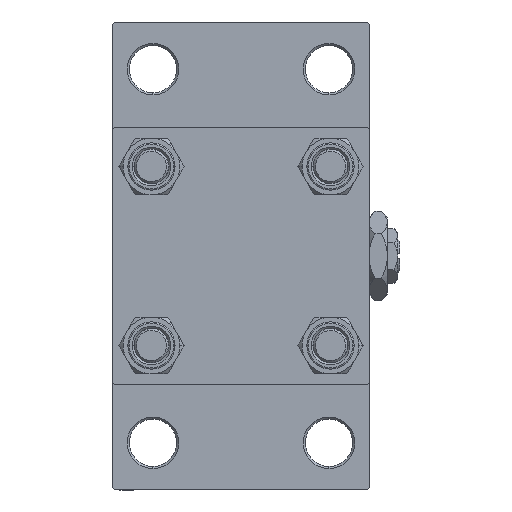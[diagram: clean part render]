
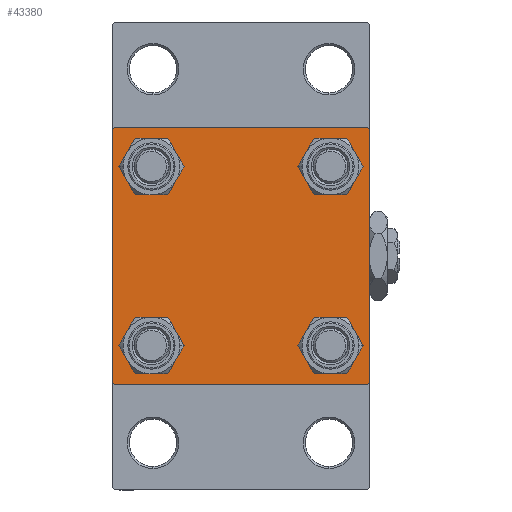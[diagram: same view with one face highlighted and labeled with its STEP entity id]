
A CAD part, left-side view. The second image highlights one B-rep face of the part: STEP entity #43380.
In plain terms, the highlighted planar face has unit normal (-1, 0, 0).
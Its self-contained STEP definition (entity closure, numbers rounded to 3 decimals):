
#274 = VERTEX_POINT ( 'NONE', #7266 ) ;
#502 = ORIENTED_EDGE ( 'NONE', *, *, #36603, .T. ) ;
#1895 = EDGE_LOOP ( 'NONE', ( #18322, #10837 ) ) ;
#2363 = CARTESIAN_POINT ( 'NONE',  ( 0., 20.85, 20.85 ) ) ;
#2407 = VECTOR ( 'NONE', #30591, 1000. ) ;
#2864 = DIRECTION ( 'NONE',  ( 1., 0., 0. ) ) ;
#2891 = EDGE_CURVE ( 'NONE', #22315, #14034, #29624, .T. ) ;
#2923 = VECTOR ( 'NONE', #12792, 1000. ) ;
#3290 = DIRECTION ( 'NONE',  ( 1., 0., 0. ) ) ;
#3896 = ORIENTED_EDGE ( 'NONE', *, *, #48957, .T. ) ;
#4246 = ORIENTED_EDGE ( 'NONE', *, *, #36351, .T. ) ;
#4298 = EDGE_CURVE ( 'NONE', #23734, #33414, #11386, .T. ) ;
#4562 = CARTESIAN_POINT ( 'NONE',  ( 0., 30., 29.5 ) ) ;
#4594 = DIRECTION ( 'NONE',  ( 0., 0., -1. ) ) ;
#4935 = VECTOR ( 'NONE', #29843, 1000. ) ;
#6216 = CIRCLE ( 'NONE', #18922, 4.5 ) ;
#6262 = DIRECTION ( 'NONE',  ( 0., 0., 1. ) ) ;
#6323 = CARTESIAN_POINT ( 'NONE',  ( 0., 20.85, 20.85 ) ) ;
#7156 = FACE_BOUND ( 'NONE', #30218, .T. ) ;
#7266 = CARTESIAN_POINT ( 'NONE',  ( 0., -20.85, 16.35 ) ) ;
#7275 = DIRECTION ( 'NONE',  ( 0., 0., 1. ) ) ;
#7341 = EDGE_CURVE ( 'NONE', #11849, #31082, #38412, .T. ) ;
#7931 = ORIENTED_EDGE ( 'NONE', *, *, #18237, .T. ) ;
#8005 = CARTESIAN_POINT ( 'NONE',  ( 0., 20.85, -20.85 ) ) ;
#8338 = CARTESIAN_POINT ( 'NONE',  ( 0., 30., 30. ) ) ;
#8482 = CARTESIAN_POINT ( 'NONE',  ( 0., -20.85, -16.35 ) ) ;
#8628 = LINE ( 'NONE', #48994, #4935 ) ;
#9313 = DIRECTION ( 'NONE',  ( 0., 0., 1. ) ) ;
#9376 = ORIENTED_EDGE ( 'NONE', *, *, #12018, .T. ) ;
#9722 = DIRECTION ( 'NONE',  ( 0., 0., 1. ) ) ;
#10560 = EDGE_CURVE ( 'NONE', #48025, #11849, #12067, .T. ) ;
#10645 = FACE_OUTER_BOUND ( 'NONE', #31759, .T. ) ;
#10837 = ORIENTED_EDGE ( 'NONE', *, *, #34936, .T. ) ;
#10985 = CARTESIAN_POINT ( 'NONE',  ( 0., -29.5, 30. ) ) ;
#11136 = FACE_BOUND ( 'NONE', #36526, .T. ) ;
#11330 = CARTESIAN_POINT ( 'NONE',  ( 0., -20.85, 20.85 ) ) ;
#11386 = LINE ( 'NONE', #27264, #29692 ) ;
#11548 = CARTESIAN_POINT ( 'NONE',  ( 0., -29.5, -30. ) ) ;
#11553 = VECTOR ( 'NONE', #4594, 1000. ) ;
#11794 = VECTOR ( 'NONE', #33992, 1000. ) ;
#11849 = VERTEX_POINT ( 'NONE', #4562 ) ;
#12018 = EDGE_CURVE ( 'NONE', #42655, #19886, #12450, .T. ) ;
#12067 = LINE ( 'NONE', #24228, #2923 ) ;
#12450 = CIRCLE ( 'NONE', #28359, 4.5 ) ;
#12635 = VERTEX_POINT ( 'NONE', #45387 ) ;
#12792 = DIRECTION ( 'NONE',  ( 0., 0.707, -0.707 ) ) ;
#13038 = DIRECTION ( 'NONE',  ( 1., 0., 0. ) ) ;
#13442 = ORIENTED_EDGE ( 'NONE', *, *, #10560, .T. ) ;
#14034 = VERTEX_POINT ( 'NONE', #21318 ) ;
#14248 = DIRECTION ( 'NONE',  ( 0., 0., 1. ) ) ;
#14654 = CARTESIAN_POINT ( 'NONE',  ( 0., 30., 30. ) ) ;
#16491 = CARTESIAN_POINT ( 'NONE',  ( 0., 29.5, -30. ) ) ;
#16698 = DIRECTION ( 'NONE',  ( 1., 0., 0. ) ) ;
#18237 = EDGE_CURVE ( 'NONE', #44910, #23018, #45428, .T. ) ;
#18302 = ORIENTED_EDGE ( 'NONE', *, *, #7341, .T. ) ;
#18322 = ORIENTED_EDGE ( 'NONE', *, *, #41372, .T. ) ;
#18721 = ORIENTED_EDGE ( 'NONE', *, *, #28212, .T. ) ;
#18922 = AXIS2_PLACEMENT_3D ( 'NONE', #27615, #43537, #9722 ) ;
#19160 = LINE ( 'NONE', #39019, #2407 ) ;
#19485 = CARTESIAN_POINT ( 'NONE',  ( 0., 29.5, 30. ) ) ;
#19886 = VERTEX_POINT ( 'NONE', #8482 ) ;
#21241 = EDGE_CURVE ( 'NONE', #14034, #22315, #23794, .T. ) ;
#21318 = CARTESIAN_POINT ( 'NONE',  ( 0., 20.85, 25.35 ) ) ;
#21387 = CARTESIAN_POINT ( 'NONE',  ( 0., -20.85, 25.35 ) ) ;
#21818 = FACE_BOUND ( 'NONE', #30970, .T. ) ;
#21844 = EDGE_CURVE ( 'NONE', #48025, #27153, #25839, .T. ) ;
#22008 = CARTESIAN_POINT ( 'NONE',  ( 0., -30., 29.5 ) ) ;
#22026 = DIRECTION ( 'NONE',  ( 1., 0., 0. ) ) ;
#22064 = DIRECTION ( 'NONE',  ( 0., 0., 1. ) ) ;
#22086 = CARTESIAN_POINT ( 'NONE',  ( 0., 30., -29.5 ) ) ;
#22215 = CIRCLE ( 'NONE', #32542, 4.5 ) ;
#22315 = VERTEX_POINT ( 'NONE', #22405 ) ;
#22405 = CARTESIAN_POINT ( 'NONE',  ( 0., 20.85, 16.35 ) ) ;
#23018 = VERTEX_POINT ( 'NONE', #11548 ) ;
#23734 = VERTEX_POINT ( 'NONE', #22008 ) ;
#23794 = CIRCLE ( 'NONE', #46804, 4.5 ) ;
#24140 = VECTOR ( 'NONE', #44681, 1000. ) ;
#24228 = CARTESIAN_POINT ( 'NONE',  ( 0., 29.75, 29.75 ) ) ;
#24495 = DIRECTION ( 'NONE',  ( 0., 0., 1. ) ) ;
#24688 = CARTESIAN_POINT ( 'NONE',  ( 0., -20.85, -20.85 ) ) ;
#25000 = CARTESIAN_POINT ( 'NONE',  ( 0., -20.85, 20.85 ) ) ;
#25301 = CARTESIAN_POINT ( 'NONE',  ( 0., 0., 0. ) ) ;
#25610 = ORIENTED_EDGE ( 'NONE', *, *, #45359, .T. ) ;
#25690 = AXIS2_PLACEMENT_3D ( 'NONE', #8005, #3290, #7275 ) ;
#25805 = PLANE ( 'NONE',  #32790 ) ;
#25839 = LINE ( 'NONE', #14654, #29390 ) ;
#27030 = DIRECTION ( 'NONE',  ( 0., 0., -1. ) ) ;
#27153 = VERTEX_POINT ( 'NONE', #10985 ) ;
#27264 = CARTESIAN_POINT ( 'NONE',  ( 0., -30., 30. ) ) ;
#27615 = CARTESIAN_POINT ( 'NONE',  ( 0., -20.85, -20.85 ) ) ;
#28212 = EDGE_CURVE ( 'NONE', #19886, #42655, #6216, .T. ) ;
#28359 = AXIS2_PLACEMENT_3D ( 'NONE', #24688, #36612, #14248 ) ;
#29028 = FACE_BOUND ( 'NONE', #1895, .T. ) ;
#29390 = VECTOR ( 'NONE', #44500, 1000. ) ;
#29624 = CIRCLE ( 'NONE', #40773, 4.5 ) ;
#29692 = VECTOR ( 'NONE', #27030, 1000. ) ;
#29843 = DIRECTION ( 'NONE',  ( 0., -0.707, 0.707 ) ) ;
#30218 = EDGE_LOOP ( 'NONE', ( #4246, #47475 ) ) ;
#30591 = DIRECTION ( 'NONE',  ( 0., -0.707, -0.707 ) ) ;
#30970 = EDGE_LOOP ( 'NONE', ( #40337, #33605 ) ) ;
#31082 = VERTEX_POINT ( 'NONE', #22086 ) ;
#31759 = EDGE_LOOP ( 'NONE', ( #18302, #502, #7931, #25610, #44142, #3896, #42901, #13442 ) ) ;
#32542 = AXIS2_PLACEMENT_3D ( 'NONE', #35837, #16698, #6262 ) ;
#32790 = AXIS2_PLACEMENT_3D ( 'NONE', #25301, #33502, #22064 ) ;
#33414 = VERTEX_POINT ( 'NONE', #39892 ) ;
#33502 = DIRECTION ( 'NONE',  ( -1., 0., 0. ) ) ;
#33605 = ORIENTED_EDGE ( 'NONE', *, *, #2891, .T. ) ;
#33992 = DIRECTION ( 'NONE',  ( 0., -1., 0. ) ) ;
#34405 = CARTESIAN_POINT ( 'NONE',  ( 0., 20.85, -16.35 ) ) ;
#34936 = EDGE_CURVE ( 'NONE', #274, #42070, #36474, .T. ) ;
#35837 = CARTESIAN_POINT ( 'NONE',  ( 0., 20.85, -20.85 ) ) ;
#36351 = EDGE_CURVE ( 'NONE', #39923, #12635, #22215, .T. ) ;
#36474 = CIRCLE ( 'NONE', #42058, 4.5 ) ;
#36526 = EDGE_LOOP ( 'NONE', ( #18721, #9376 ) ) ;
#36603 = EDGE_CURVE ( 'NONE', #31082, #44910, #19160, .T. ) ;
#36612 = DIRECTION ( 'NONE',  ( 1., 0., 0. ) ) ;
#37202 = LINE ( 'NONE', #40940, #24140 ) ;
#38412 = LINE ( 'NONE', #8338, #11553 ) ;
#39019 = CARTESIAN_POINT ( 'NONE',  ( 0., 29.75, -29.75 ) ) ;
#39043 = CIRCLE ( 'NONE', #44658, 4.5 ) ;
#39892 = CARTESIAN_POINT ( 'NONE',  ( 0., -30., -29.5 ) ) ;
#39923 = VERTEX_POINT ( 'NONE', #34405 ) ;
#40157 = DIRECTION ( 'NONE',  ( 0., 0., 1. ) ) ;
#40337 = ORIENTED_EDGE ( 'NONE', *, *, #21241, .T. ) ;
#40716 = CARTESIAN_POINT ( 'NONE',  ( 0., 30., -30. ) ) ;
#40773 = AXIS2_PLACEMENT_3D ( 'NONE', #2363, #43151, #24495 ) ;
#40940 = CARTESIAN_POINT ( 'NONE',  ( 0., -29.75, 29.75 ) ) ;
#41372 = EDGE_CURVE ( 'NONE', #42070, #274, #39043, .T. ) ;
#42058 = AXIS2_PLACEMENT_3D ( 'NONE', #11330, #22026, #48382 ) ;
#42070 = VERTEX_POINT ( 'NONE', #21387 ) ;
#42655 = VERTEX_POINT ( 'NONE', #47552 ) ;
#42901 = ORIENTED_EDGE ( 'NONE', *, *, #21844, .F. ) ;
#43151 = DIRECTION ( 'NONE',  ( 1., 0., 0. ) ) ;
#43380 = ADVANCED_FACE ( 'NONE', ( #29028, #11136, #7156, #21818, #10645 ), #25805, .T. ) ;
#43537 = DIRECTION ( 'NONE',  ( 1., 0., 0. ) ) ;
#44142 = ORIENTED_EDGE ( 'NONE', *, *, #4298, .F. ) ;
#44500 = DIRECTION ( 'NONE',  ( 0., -1., 0. ) ) ;
#44658 = AXIS2_PLACEMENT_3D ( 'NONE', #25000, #2864, #40157 ) ;
#44681 = DIRECTION ( 'NONE',  ( 0., 0.707, 0.707 ) ) ;
#44910 = VERTEX_POINT ( 'NONE', #16491 ) ;
#45359 = EDGE_CURVE ( 'NONE', #23018, #33414, #8628, .T. ) ;
#45387 = CARTESIAN_POINT ( 'NONE',  ( 0., 20.85, -25.35 ) ) ;
#45428 = LINE ( 'NONE', #40716, #11794 ) ;
#46804 = AXIS2_PLACEMENT_3D ( 'NONE', #6323, #13038, #9313 ) ;
#47115 = CIRCLE ( 'NONE', #25690, 4.5 ) ;
#47404 = EDGE_CURVE ( 'NONE', #12635, #39923, #47115, .T. ) ;
#47475 = ORIENTED_EDGE ( 'NONE', *, *, #47404, .T. ) ;
#47552 = CARTESIAN_POINT ( 'NONE',  ( 0., -20.85, -25.35 ) ) ;
#48025 = VERTEX_POINT ( 'NONE', #19485 ) ;
#48382 = DIRECTION ( 'NONE',  ( 0., 0., 1. ) ) ;
#48957 = EDGE_CURVE ( 'NONE', #23734, #27153, #37202, .T. ) ;
#48994 = CARTESIAN_POINT ( 'NONE',  ( 0., -29.75, -29.75 ) ) ;
